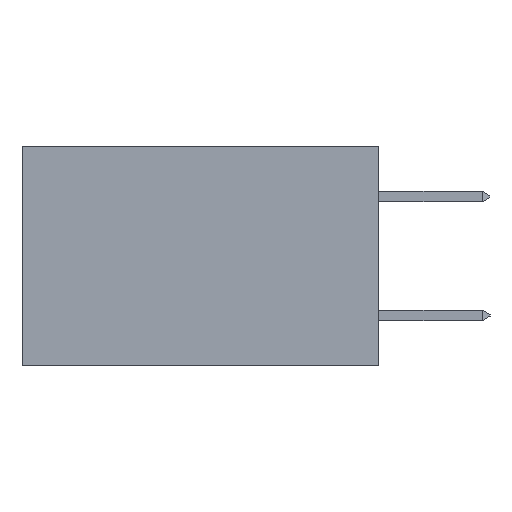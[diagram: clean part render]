
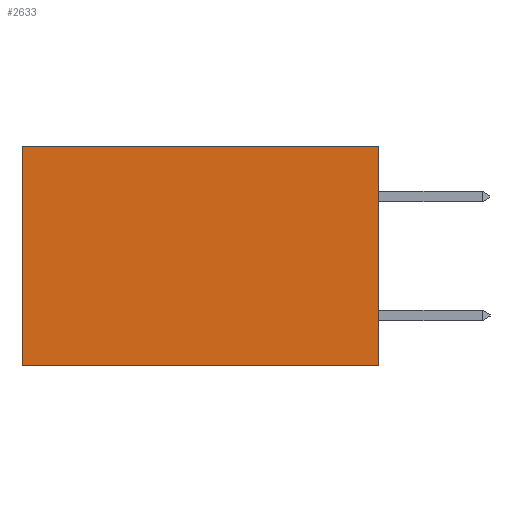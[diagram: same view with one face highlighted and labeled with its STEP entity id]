
A CAD part, left-side view. The second image highlights one B-rep face of the part: STEP entity #2633.
In plain terms, the highlighted planar face has unit normal (-1, 0, 0).
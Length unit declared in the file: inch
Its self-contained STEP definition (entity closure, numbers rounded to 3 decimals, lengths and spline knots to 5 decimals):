
#2478 = DIRECTION ( 'NONE',  ( 0., 0., -1. ) ) ;
#2539 = DIRECTION ( 'NONE',  ( 1., 0., 0. ) ) ;
#2572 = EDGE_CURVE ( 'NONE', #7344, #8015, #6268, .T. ) ;
#2607 = PLANE ( 'NONE',  #6700 ) ;
#2633 = ADVANCED_FACE ( 'NONE', ( #5352 ), #2607, .F. ) ;
#3482 = CARTESIAN_POINT ( 'NONE',  ( 0.2615, 0., 0. ) ) ;
#3775 = CARTESIAN_POINT ( 'NONE',  ( 0.2615, 0.6, -0.37 ) ) ;
#3811 = EDGE_CURVE ( 'NONE', #15226, #7344, #7640, .T. ) ;
#3968 = ORIENTED_EDGE ( 'NONE', *, *, #2572, .T. ) ;
#4443 = DIRECTION ( 'NONE',  ( 0., 1., 0. ) ) ;
#4584 = VECTOR ( 'NONE', #4443, 39.37008 ) ;
#5352 = FACE_OUTER_BOUND ( 'NONE', #8423, .T. ) ;
#6144 = ORIENTED_EDGE ( 'NONE', *, *, #15636, .F. ) ;
#6268 = LINE ( 'NONE', #7873, #17622 ) ;
#6700 = AXIS2_PLACEMENT_3D ( 'NONE', #10626, #2539, #2478 ) ;
#7331 = CARTESIAN_POINT ( 'NONE',  ( 0.2615, 0., -0.37 ) ) ;
#7344 = VERTEX_POINT ( 'NONE', #12392 ) ;
#7640 = LINE ( 'NONE', #18514, #18557 ) ;
#7873 = CARTESIAN_POINT ( 'NONE',  ( 0.2615, 0.6, -0.37 ) ) ;
#8015 = VERTEX_POINT ( 'NONE', #3775 ) ;
#8423 = EDGE_LOOP ( 'NONE', ( #3968, #6144, #13729, #15579 ) ) ;
#8514 = LINE ( 'NONE', #18237, #15941 ) ;
#8672 = DIRECTION ( 'NONE',  ( 0., 0., -1. ) ) ;
#9359 = DIRECTION ( 'NONE',  ( 0., 0., -1. ) ) ;
#10626 = CARTESIAN_POINT ( 'NONE',  ( 0.2615, 0., -0.37 ) ) ;
#12392 = CARTESIAN_POINT ( 'NONE',  ( 0.2615, 0.6, 0. ) ) ;
#12892 = LINE ( 'NONE', #7331, #4584 ) ;
#13729 = ORIENTED_EDGE ( 'NONE', *, *, #15193, .F. ) ;
#14323 = VERTEX_POINT ( 'NONE', #16453 ) ;
#15193 = EDGE_CURVE ( 'NONE', #15226, #14323, #8514, .T. ) ;
#15226 = VERTEX_POINT ( 'NONE', #3482 ) ;
#15579 = ORIENTED_EDGE ( 'NONE', *, *, #3811, .T. ) ;
#15636 = EDGE_CURVE ( 'NONE', #14323, #8015, #12892, .T. ) ;
#15941 = VECTOR ( 'NONE', #9359, 39.37008 ) ;
#16453 = CARTESIAN_POINT ( 'NONE',  ( 0.2615, 0., -0.37 ) ) ;
#17622 = VECTOR ( 'NONE', #8672, 39.37008 ) ;
#18237 = CARTESIAN_POINT ( 'NONE',  ( 0.2615, 0., -0.37 ) ) ;
#18514 = CARTESIAN_POINT ( 'NONE',  ( 0.2615, 0., 0. ) ) ;
#18557 = VECTOR ( 'NONE', #18893, 39.37008 ) ;
#18893 = DIRECTION ( 'NONE',  ( 0., 1., 0. ) ) ;
